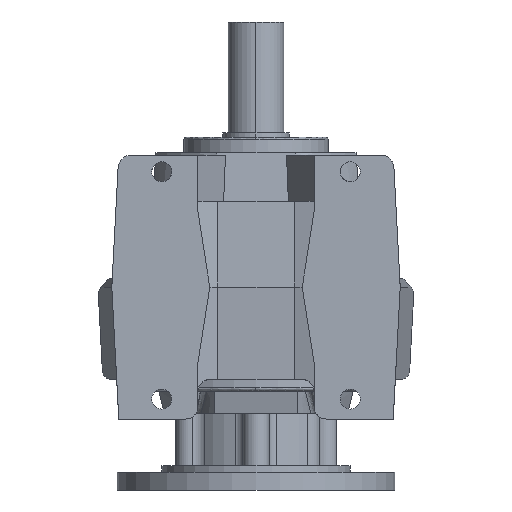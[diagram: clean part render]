
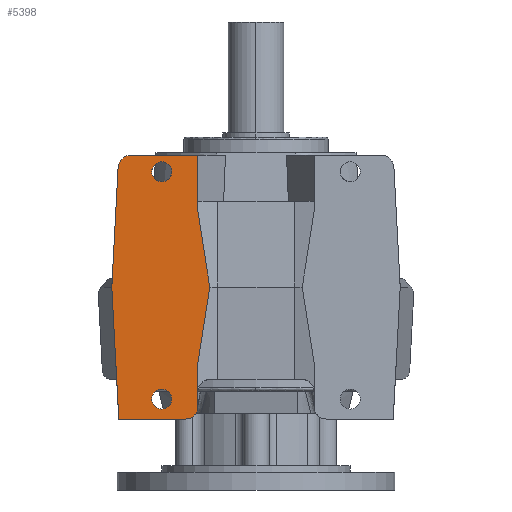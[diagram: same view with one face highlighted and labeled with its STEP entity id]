
A CAD part, front view. The second image highlights one B-rep face of the part: STEP entity #5398.
In plain terms, the highlighted planar face has unit normal (0, -1, 0).
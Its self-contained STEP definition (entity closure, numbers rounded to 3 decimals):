
#189 = DIRECTION ( 'NONE',  ( 0.155, 0., 0.988 ) ) ;
#410 = VECTOR ( 'NONE', #14879, 1000. ) ;
#449 = CIRCLE ( 'NONE', #16888, 9. ) ;
#577 = FACE_BOUND ( 'NONE', #7027, .T. ) ;
#647 = LINE ( 'NONE', #11866, #5085 ) ;
#715 = CARTESIAN_POINT ( 'NONE',  ( 250., -140., -300.525 ) ) ;
#718 = CARTESIAN_POINT ( 'NONE',  ( -52.5, -140., -229. ) ) ;
#774 = FACE_OUTER_BOUND ( 'NONE', #7841, .T. ) ;
#777 = VERTEX_POINT ( 'NONE', #5917 ) ;
#966 = LINE ( 'NONE', #7130, #8389 ) ;
#1112 = ORIENTED_EDGE ( 'NONE', *, *, #15814, .T. ) ;
#1582 = CARTESIAN_POINT ( 'NONE',  ( -112.376, -140., -2. ) ) ;
#1918 = CARTESIAN_POINT ( 'NONE',  ( -63.5, -140., -229. ) ) ;
#2091 = DIRECTION ( 'NONE',  ( 0., -1., 0. ) ) ;
#2193 = VECTOR ( 'NONE', #4800, 1000. ) ;
#2204 = DIRECTION ( 'NONE',  ( 0., 1., 0. ) ) ;
#2238 = DIRECTION ( 'NONE',  ( 0., 0., 1. ) ) ;
#2257 = CARTESIAN_POINT ( 'NONE',  ( 250., -140., -2. ) ) ;
#2273 = VECTOR ( 'NONE', #15147, 1000. ) ;
#2682 = DIRECTION ( 'NONE',  ( 0., 0., 1. ) ) ;
#2874 = VERTEX_POINT ( 'NONE', #13781 ) ;
#3454 = DIRECTION ( 'NONE',  ( 0., 0., -1. ) ) ;
#3466 = DIRECTION ( 'NONE',  ( 0., 1., 0. ) ) ;
#3727 = EDGE_CURVE ( 'NONE', #15196, #13623, #7431, .T. ) ;
#4387 = CARTESIAN_POINT ( 'NONE',  ( -130., -140., -121. ) ) ;
#4725 = LINE ( 'NONE', #5121, #8514 ) ;
#4800 = DIRECTION ( 'NONE',  ( 1., 0., 0. ) ) ;
#4987 = DIRECTION ( 'NONE',  ( 0., 0., 1. ) ) ;
#5085 = VECTOR ( 'NONE', #8001, 1000. ) ;
#5121 = CARTESIAN_POINT ( 'NONE',  ( -41.693, -140., -121. ) ) ;
#5329 = CARTESIAN_POINT ( 'NONE',  ( -52.5, -140., -2. ) ) ;
#5398 = ADVANCED_FACE ( 'NONE', ( #577, #17310, #774 ), #14173, .F. ) ;
#5476 = CIRCLE ( 'NONE', #15999, 9. ) ;
#5497 = VERTEX_POINT ( 'NONE', #14512 ) ;
#5666 = CARTESIAN_POINT ( 'NONE',  ( -130., -140., -121. ) ) ;
#5748 = EDGE_CURVE ( 'NONE', #13623, #777, #5875, .T. ) ;
#5762 = CARTESIAN_POINT ( 'NONE',  ( -85., -140., -213. ) ) ;
#5789 = VERTEX_POINT ( 'NONE', #11090 ) ;
#5875 = LINE ( 'NONE', #4387, #2273 ) ;
#5917 = CARTESIAN_POINT ( 'NONE',  ( -124.359, -140., -13.372 ) ) ;
#6069 = CARTESIAN_POINT ( 'NONE',  ( -85., -140., -17. ) ) ;
#6468 = CIRCLE ( 'NONE', #7905, 11. ) ;
#6501 = CARTESIAN_POINT ( 'NONE',  ( -130., -140., -121. ) ) ;
#7027 = EDGE_LOOP ( 'NONE', ( #9187, #8701 ) ) ;
#7031 = VERTEX_POINT ( 'NONE', #718 ) ;
#7059 = EDGE_CURVE ( 'NONE', #7031, #5789, #6468, .T. ) ;
#7109 = CIRCLE ( 'NONE', #11421, 9. ) ;
#7130 = CARTESIAN_POINT ( 'NONE',  ( -52.5, -140., -189.82 ) ) ;
#7302 = DIRECTION ( 'NONE',  ( 0., -1., 0. ) ) ;
#7378 = ORIENTED_EDGE ( 'NONE', *, *, #7898, .F. ) ;
#7431 = LINE ( 'NONE', #5666, #410 ) ;
#7841 = EDGE_LOOP ( 'NONE', ( #11213, #7872, #8666, #13340, #14443, #1112, #10148, #15527, #15200, #7378 ) ) ;
#7867 = CARTESIAN_POINT ( 'NONE',  ( -85., -140., -222. ) ) ;
#7870 = EDGE_CURVE ( 'NONE', #16424, #2874, #15311, .T. ) ;
#7872 = ORIENTED_EDGE ( 'NONE', *, *, #3727, .F. ) ;
#7898 = EDGE_CURVE ( 'NONE', #777, #10656, #11948, .T. ) ;
#7905 = AXIS2_PLACEMENT_3D ( 'NONE', #1918, #11462, #11399 ) ;
#7923 = VERTEX_POINT ( 'NONE', #8761 ) ;
#7926 = EDGE_CURVE ( 'NONE', #10656, #16424, #11531, .T. ) ;
#8001 = DIRECTION ( 'NONE',  ( -1., 0., 0. ) ) ;
#8132 = ORIENTED_EDGE ( 'NONE', *, *, #10089, .F. ) ;
#8341 = CIRCLE ( 'NONE', #9554, 9. ) ;
#8389 = VECTOR ( 'NONE', #189, 1000. ) ;
#8514 = VECTOR ( 'NONE', #13002, 1000. ) ;
#8666 = ORIENTED_EDGE ( 'NONE', *, *, #12849, .F. ) ;
#8701 = ORIENTED_EDGE ( 'NONE', *, *, #17086, .F. ) ;
#8761 = CARTESIAN_POINT ( 'NONE',  ( -41.693, -140., -121. ) ) ;
#8828 = DIRECTION ( 'NONE',  ( 0., 0., 1. ) ) ;
#8928 = DIRECTION ( 'NONE',  ( 0., -1., 0. ) ) ;
#9047 = EDGE_CURVE ( 'NONE', #7923, #2874, #4725, .T. ) ;
#9187 = ORIENTED_EDGE ( 'NONE', *, *, #12978, .F. ) ;
#9554 = AXIS2_PLACEMENT_3D ( 'NONE', #6069, #2091, #8828 ) ;
#9614 = CARTESIAN_POINT ( 'NONE',  ( -123.763, -140., -240. ) ) ;
#9676 = AXIS2_PLACEMENT_3D ( 'NONE', #715, #3466, #17002 ) ;
#10089 = EDGE_CURVE ( 'NONE', #12079, #5497, #8341, .T. ) ;
#10148 = ORIENTED_EDGE ( 'NONE', *, *, #9047, .T. ) ;
#10656 = VERTEX_POINT ( 'NONE', #1582 ) ;
#10805 = CARTESIAN_POINT ( 'NONE',  ( -85., -140., -222. ) ) ;
#11090 = CARTESIAN_POINT ( 'NONE',  ( -63.5, -140., -240. ) ) ;
#11213 = ORIENTED_EDGE ( 'NONE', *, *, #5748, .F. ) ;
#11339 = ORIENTED_EDGE ( 'NONE', *, *, #14409, .F. ) ;
#11399 = DIRECTION ( 'NONE',  ( 0., 0., 1. ) ) ;
#11421 = AXIS2_PLACEMENT_3D ( 'NONE', #10805, #12158, #2682 ) ;
#11462 = DIRECTION ( 'NONE',  ( 0., 1., 0. ) ) ;
#11531 = LINE ( 'NONE', #2257, #2193 ) ;
#11621 = CARTESIAN_POINT ( 'NONE',  ( -112.376, -140., -14. ) ) ;
#11672 = DIRECTION ( 'NONE',  ( 0., 0., 1. ) ) ;
#11866 = CARTESIAN_POINT ( 'NONE',  ( 250., -140., -240. ) ) ;
#11948 = CIRCLE ( 'NONE', #17209, 12. ) ;
#12079 = VERTEX_POINT ( 'NONE', #16006 ) ;
#12158 = DIRECTION ( 'NONE',  ( 0., -1., 0. ) ) ;
#12468 = VECTOR ( 'NONE', #2238, 1000. ) ;
#12513 = VERTEX_POINT ( 'NONE', #17428 ) ;
#12796 = CARTESIAN_POINT ( 'NONE',  ( -85., -140., -17. ) ) ;
#12816 = CARTESIAN_POINT ( 'NONE',  ( -52.5, -140., -189.82 ) ) ;
#12849 = EDGE_CURVE ( 'NONE', #5789, #15196, #647, .T. ) ;
#12978 = EDGE_CURVE ( 'NONE', #17251, #12513, #449, .T. ) ;
#13002 = DIRECTION ( 'NONE',  ( -0.155, 0., 0.988 ) ) ;
#13340 = ORIENTED_EDGE ( 'NONE', *, *, #7059, .F. ) ;
#13623 = VERTEX_POINT ( 'NONE', #6501 ) ;
#13781 = CARTESIAN_POINT ( 'NONE',  ( -52.5, -140., -52.18 ) ) ;
#14049 = CARTESIAN_POINT ( 'NONE',  ( -52.5, -140., -300.525 ) ) ;
#14056 = VECTOR ( 'NONE', #15511, 1000. ) ;
#14173 = PLANE ( 'NONE',  #9676 ) ;
#14409 = EDGE_CURVE ( 'NONE', #5497, #12079, #5476, .T. ) ;
#14443 = ORIENTED_EDGE ( 'NONE', *, *, #14914, .T. ) ;
#14512 = CARTESIAN_POINT ( 'NONE',  ( -85., -140., -26. ) ) ;
#14537 = CARTESIAN_POINT ( 'NONE',  ( -52.5, -140., -240. ) ) ;
#14772 = LINE ( 'NONE', #14537, #12468 ) ;
#14830 = EDGE_LOOP ( 'NONE', ( #8132, #11339 ) ) ;
#14879 = DIRECTION ( 'NONE',  ( -0.052, 0., 0.999 ) ) ;
#14914 = EDGE_CURVE ( 'NONE', #7031, #16659, #14772, .T. ) ;
#15147 = DIRECTION ( 'NONE',  ( 0.052, 0., 0.999 ) ) ;
#15196 = VERTEX_POINT ( 'NONE', #9614 ) ;
#15200 = ORIENTED_EDGE ( 'NONE', *, *, #7926, .F. ) ;
#15311 = LINE ( 'NONE', #14049, #14056 ) ;
#15511 = DIRECTION ( 'NONE',  ( 0., 0., -1. ) ) ;
#15527 = ORIENTED_EDGE ( 'NONE', *, *, #7870, .F. ) ;
#15814 = EDGE_CURVE ( 'NONE', #16659, #7923, #966, .T. ) ;
#15999 = AXIS2_PLACEMENT_3D ( 'NONE', #12796, #7302, #4987 ) ;
#16006 = CARTESIAN_POINT ( 'NONE',  ( -85., -140., -8. ) ) ;
#16424 = VERTEX_POINT ( 'NONE', #5329 ) ;
#16659 = VERTEX_POINT ( 'NONE', #12816 ) ;
#16888 = AXIS2_PLACEMENT_3D ( 'NONE', #7867, #8928, #11672 ) ;
#17002 = DIRECTION ( 'NONE',  ( 0., 0., 1. ) ) ;
#17086 = EDGE_CURVE ( 'NONE', #12513, #17251, #7109, .T. ) ;
#17209 = AXIS2_PLACEMENT_3D ( 'NONE', #11621, #2204, #3454 ) ;
#17251 = VERTEX_POINT ( 'NONE', #5762 ) ;
#17310 = FACE_BOUND ( 'NONE', #14830, .T. ) ;
#17428 = CARTESIAN_POINT ( 'NONE',  ( -85., -140., -231. ) ) ;
